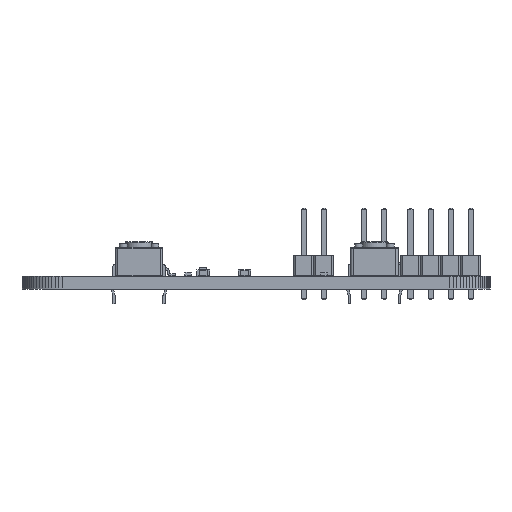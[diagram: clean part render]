
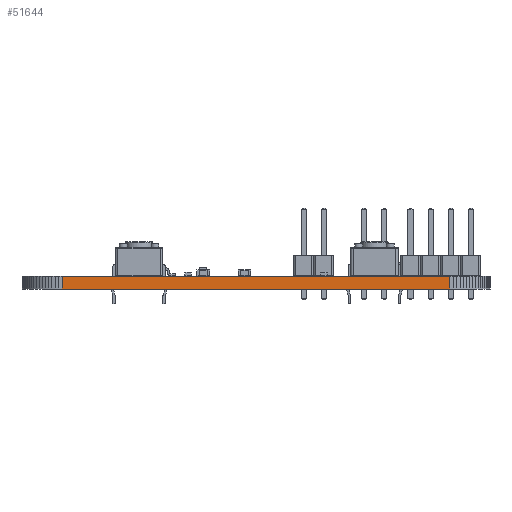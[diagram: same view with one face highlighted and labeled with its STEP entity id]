
A CAD part, left-side view. The second image highlights one B-rep face of the part: STEP entity #51644.
In plain terms, the highlighted planar face has unit normal (-1, 0, 0).
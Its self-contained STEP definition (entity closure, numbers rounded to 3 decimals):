
#41350 = PLANE('',#41351);
#41351 = AXIS2_PLACEMENT_3D('',#41352,#41353,#41354);
#41352 = CARTESIAN_POINT('',(118.11,-61.278,1.6));
#41353 = DIRECTION('',(-0.,-0.,-1.));
#41354 = DIRECTION('',(-1.,0.,0.));
#41404 = PLANE('',#41405);
#41405 = AXIS2_PLACEMENT_3D('',#41406,#41407,#41408);
#41406 = CARTESIAN_POINT('',(118.11,-61.278,0.));
#41407 = DIRECTION('',(-0.,-0.,-1.));
#41408 = DIRECTION('',(-1.,0.,0.));
#43025 = VERTEX_POINT('',#43026);
#43026 = CARTESIAN_POINT('',(73.66,-85.725,0.));
#43040 = PLANE('',#43041);
#43041 = AXIS2_PLACEMENT_3D('',#43042,#43043,#43044);
#43042 = CARTESIAN_POINT('',(73.679,-86.168,0.));
#43043 = DIRECTION('',(-0.999,-0.044,0.));
#43044 = DIRECTION('',(-0.044,0.999,0.));
#43052 = EDGE_CURVE('',#43025,#43053,#43055,.T.);
#43053 = VERTEX_POINT('',#43054);
#43054 = CARTESIAN_POINT('',(73.66,-36.83,0.));
#43055 = SURFACE_CURVE('',#43056,(#43060,#43067),.PCURVE_S1.);
#43056 = LINE('',#43057,#43058);
#43057 = CARTESIAN_POINT('',(73.66,-85.725,0.));
#43058 = VECTOR('',#43059,1.);
#43059 = DIRECTION('',(0.,1.,0.));
#43060 = PCURVE('',#41404,#43061);
#43061 = DEFINITIONAL_REPRESENTATION('',(#43062),#43066);
#43062 = LINE('',#43063,#43064);
#43063 = CARTESIAN_POINT('',(44.45,-24.448));
#43064 = VECTOR('',#43065,1.);
#43065 = DIRECTION('',(0.,1.));
#43066 = ( GEOMETRIC_REPRESENTATION_CONTEXT(2) 
PARAMETRIC_REPRESENTATION_CONTEXT() REPRESENTATION_CONTEXT('2D SPACE',''
  ) );
#43067 = PCURVE('',#43068,#43073);
#43068 = PLANE('',#43069);
#43069 = AXIS2_PLACEMENT_3D('',#43070,#43071,#43072);
#43070 = CARTESIAN_POINT('',(73.66,-85.725,0.));
#43071 = DIRECTION('',(-1.,0.,0.));
#43072 = DIRECTION('',(0.,1.,0.));
#43073 = DEFINITIONAL_REPRESENTATION('',(#43074),#43078);
#43074 = LINE('',#43075,#43076);
#43075 = CARTESIAN_POINT('',(0.,0.));
#43076 = VECTOR('',#43077,1.);
#43077 = DIRECTION('',(1.,0.));
#43078 = ( GEOMETRIC_REPRESENTATION_CONTEXT(2) 
PARAMETRIC_REPRESENTATION_CONTEXT() REPRESENTATION_CONTEXT('2D SPACE',''
  ) );
#43096 = PLANE('',#43097);
#43097 = AXIS2_PLACEMENT_3D('',#43098,#43099,#43100);
#43098 = CARTESIAN_POINT('',(73.66,-36.83,0.));
#43099 = DIRECTION('',(-0.999,0.044,0.));
#43100 = DIRECTION('',(0.044,0.999,0.));
#47678 = VERTEX_POINT('',#47679);
#47679 = CARTESIAN_POINT('',(73.66,-85.725,1.6));
#47700 = EDGE_CURVE('',#47678,#47701,#47703,.T.);
#47701 = VERTEX_POINT('',#47702);
#47702 = CARTESIAN_POINT('',(73.66,-36.83,1.6));
#47703 = SURFACE_CURVE('',#47704,(#47708,#47715),.PCURVE_S1.);
#47704 = LINE('',#47705,#47706);
#47705 = CARTESIAN_POINT('',(73.66,-85.725,1.6));
#47706 = VECTOR('',#47707,1.);
#47707 = DIRECTION('',(0.,1.,0.));
#47708 = PCURVE('',#41350,#47709);
#47709 = DEFINITIONAL_REPRESENTATION('',(#47710),#47714);
#47710 = LINE('',#47711,#47712);
#47711 = CARTESIAN_POINT('',(44.45,-24.448));
#47712 = VECTOR('',#47713,1.);
#47713 = DIRECTION('',(0.,1.));
#47714 = ( GEOMETRIC_REPRESENTATION_CONTEXT(2) 
PARAMETRIC_REPRESENTATION_CONTEXT() REPRESENTATION_CONTEXT('2D SPACE',''
  ) );
#47715 = PCURVE('',#43068,#47716);
#47716 = DEFINITIONAL_REPRESENTATION('',(#47717),#47721);
#47717 = LINE('',#47718,#47719);
#47718 = CARTESIAN_POINT('',(0.,-1.6));
#47719 = VECTOR('',#47720,1.);
#47720 = DIRECTION('',(1.,0.));
#47721 = ( GEOMETRIC_REPRESENTATION_CONTEXT(2) 
PARAMETRIC_REPRESENTATION_CONTEXT() REPRESENTATION_CONTEXT('2D SPACE',''
  ) );
#51594 = EDGE_CURVE('',#43053,#47701,#51595,.T.);
#51595 = SURFACE_CURVE('',#51596,(#51600,#51607),.PCURVE_S1.);
#51596 = LINE('',#51597,#51598);
#51597 = CARTESIAN_POINT('',(73.66,-36.83,0.));
#51598 = VECTOR('',#51599,1.);
#51599 = DIRECTION('',(0.,0.,1.));
#51600 = PCURVE('',#43096,#51601);
#51601 = DEFINITIONAL_REPRESENTATION('',(#51602),#51606);
#51602 = LINE('',#51603,#51604);
#51603 = CARTESIAN_POINT('',(0.,0.));
#51604 = VECTOR('',#51605,1.);
#51605 = DIRECTION('',(0.,-1.));
#51606 = ( GEOMETRIC_REPRESENTATION_CONTEXT(2) 
PARAMETRIC_REPRESENTATION_CONTEXT() REPRESENTATION_CONTEXT('2D SPACE',''
  ) );
#51607 = PCURVE('',#43068,#51608);
#51608 = DEFINITIONAL_REPRESENTATION('',(#51609),#51613);
#51609 = LINE('',#51610,#51611);
#51610 = CARTESIAN_POINT('',(48.895,0.));
#51611 = VECTOR('',#51612,1.);
#51612 = DIRECTION('',(0.,-1.));
#51613 = ( GEOMETRIC_REPRESENTATION_CONTEXT(2) 
PARAMETRIC_REPRESENTATION_CONTEXT() REPRESENTATION_CONTEXT('2D SPACE',''
  ) );
#51644 = ADVANCED_FACE('',(#51645),#43068,.T.);
#51645 = FACE_BOUND('',#51646,.T.);
#51646 = EDGE_LOOP('',(#51647,#51668,#51669,#51670));
#51647 = ORIENTED_EDGE('',*,*,#51648,.T.);
#51648 = EDGE_CURVE('',#43025,#47678,#51649,.T.);
#51649 = SURFACE_CURVE('',#51650,(#51654,#51661),.PCURVE_S1.);
#51650 = LINE('',#51651,#51652);
#51651 = CARTESIAN_POINT('',(73.66,-85.725,0.));
#51652 = VECTOR('',#51653,1.);
#51653 = DIRECTION('',(0.,0.,1.));
#51654 = PCURVE('',#43068,#51655);
#51655 = DEFINITIONAL_REPRESENTATION('',(#51656),#51660);
#51656 = LINE('',#51657,#51658);
#51657 = CARTESIAN_POINT('',(0.,0.));
#51658 = VECTOR('',#51659,1.);
#51659 = DIRECTION('',(0.,-1.));
#51660 = ( GEOMETRIC_REPRESENTATION_CONTEXT(2) 
PARAMETRIC_REPRESENTATION_CONTEXT() REPRESENTATION_CONTEXT('2D SPACE',''
  ) );
#51661 = PCURVE('',#43040,#51662);
#51662 = DEFINITIONAL_REPRESENTATION('',(#51663),#51667);
#51663 = LINE('',#51664,#51665);
#51664 = CARTESIAN_POINT('',(0.443,0.));
#51665 = VECTOR('',#51666,1.);
#51666 = DIRECTION('',(0.,-1.));
#51667 = ( GEOMETRIC_REPRESENTATION_CONTEXT(2) 
PARAMETRIC_REPRESENTATION_CONTEXT() REPRESENTATION_CONTEXT('2D SPACE',''
  ) );
#51668 = ORIENTED_EDGE('',*,*,#47700,.T.);
#51669 = ORIENTED_EDGE('',*,*,#51594,.F.);
#51670 = ORIENTED_EDGE('',*,*,#43052,.F.);
